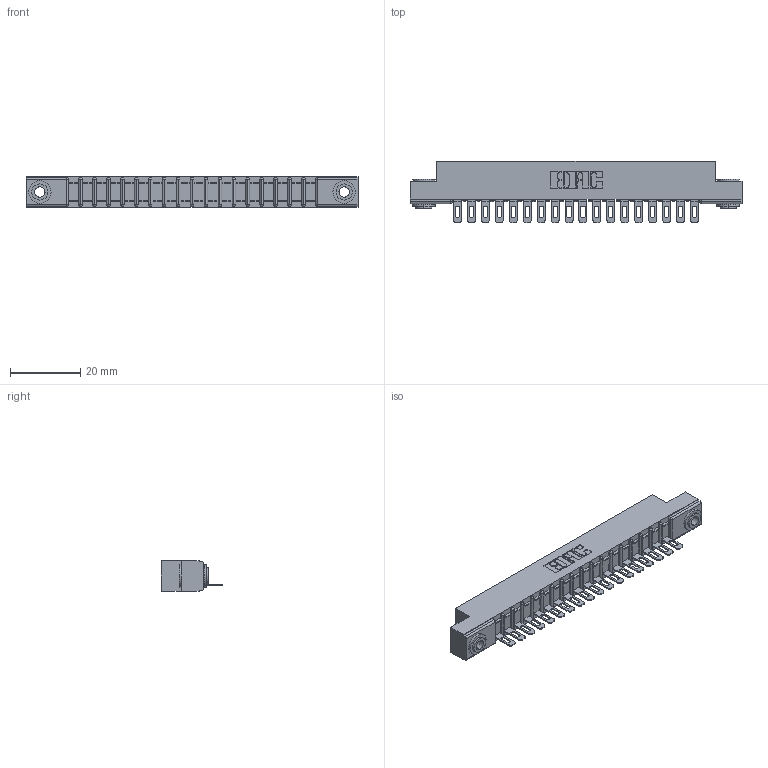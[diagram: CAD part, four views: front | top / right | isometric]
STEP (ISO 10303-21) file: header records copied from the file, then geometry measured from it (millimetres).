
FILE_DESCRIPTION (( 'STEP AP203' ), '1' );
FILE_NAME ('357-018-401-103.STEP', '2020-10-01T00:18:17', ( '' ), ( '' ), 'SwSTEP 2.0', 'SolidWorks 2020', '' );
FILE_SCHEMA (( 'CONFIG_CONTROL_DESIGN' ));
Length unit declared in the file: inch
Products named in the file (4): 307 Part_.156 Dia Mounting Holes; 345-250-002_345-250-002-102; 307-290-002_501; 357-018-401-103
Assembly tree (21 placements, depth 2):
  357-018-401-103
    307 Part_.156 Dia Mounting Holes
    307-290-002_501  x18
    345-250-002_345-250-002-102  x2
Bounding box: 94.34 x 17.42 x 8.71 mm (x, y, z)
Volume: 6242.7 mm3; surface area: 11497.2 mm2
Topology: 21 solids, 21 shells, 1557 faces, 4719 edges, 3090 vertices
Faces by surface type: plane 886, cylinder 625, sphere 38, cone 8
Entity records: 20249 total; most frequent: CARTESIAN_POINT 3389, ORIENTED_EDGE 3370, DIRECTION 3323, EDGE_CURVE 1685, VECTOR 1267, LINE 1267, VERTEX_POINT 1094, AXIS2_PLACEMENT_3D 1028
